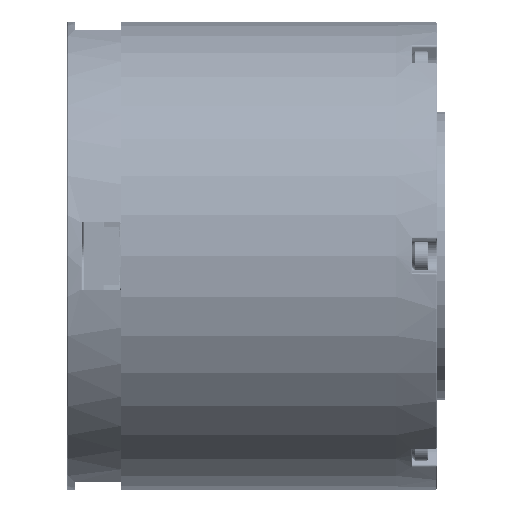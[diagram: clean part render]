
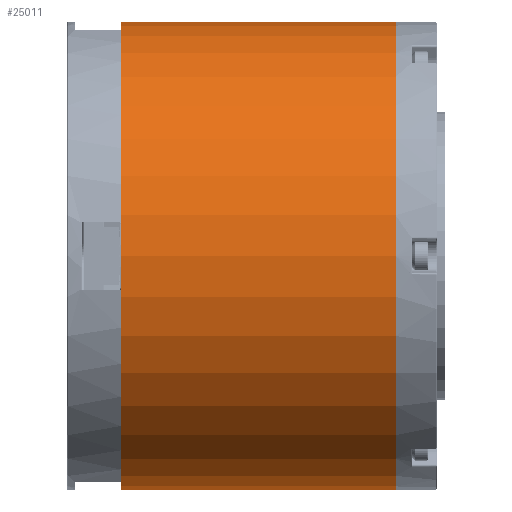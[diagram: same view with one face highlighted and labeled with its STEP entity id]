
A CAD part, left-side view. The second image highlights one B-rep face of the part: STEP entity #25011.
In plain terms, the highlighted cylindrical face has radius 28.5 mm (diameter 57 mm), a partial arc.
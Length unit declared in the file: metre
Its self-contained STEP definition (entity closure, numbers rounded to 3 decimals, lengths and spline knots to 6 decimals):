
#8057=CARTESIAN_POINT('',(0.,0.0055,0.));
#8058=DIRECTION('',(0.,-1.,0.));
#8059=DIRECTION('',(0.,0.,1.));
#8060=AXIS2_PLACEMENT_3D('',#8057,#8058,#8059);
#8262=DIRECTION('',(0.,1.,0.));
#8263=VECTOR('',#8262,0.0335);
#8264=CARTESIAN_POINT('',(0.,0.0055,-0.0285));
#8265=LINE('',#8264,#8263);
#8266=DIRECTION('',(0.,-1.,0.));
#8267=VECTOR('',#8266,0.0335);
#8268=CARTESIAN_POINT('',(0.,0.039,0.0285));
#8269=LINE('',#8268,#8267);
#8487=CARTESIAN_POINT('',(0.,0.039,0.));
#8488=DIRECTION('',(0.,1.,0.));
#8489=DIRECTION('',(0.,0.,-1.));
#8490=AXIS2_PLACEMENT_3D('',#8487,#8488,#8489);
#9064=CARTESIAN_POINT('',(0.,0.0055,0.0285));
#9065=CARTESIAN_POINT('',(0.,0.0055,-0.0285));
#9066=VERTEX_POINT('',#9064);
#9067=VERTEX_POINT('',#9065);
#9068=CARTESIAN_POINT('',(0.,0.039,0.0285));
#9069=VERTEX_POINT('',#9068);
#9070=CARTESIAN_POINT('',(0.,0.039,-0.0285));
#9071=VERTEX_POINT('',#9070);
#25000=CARTESIAN_POINT('',(0.,0.,0.));
#25001=DIRECTION('',(0.,-1.,0.));
#25002=DIRECTION('',(0.,0.,-1.));
#25003=AXIS2_PLACEMENT_3D('',#25000,#25001,#25002);
#25004=CYLINDRICAL_SURFACE('',#25003,0.0285);
#25005=ORIENTED_EDGE('',*,*,#24250,.T.);
#25006=ORIENTED_EDGE('',*,*,#24240,.T.);
#25007=ORIENTED_EDGE('',*,*,#23778,.T.);
#25008=ORIENTED_EDGE('',*,*,#24237,.T.);
#25009=EDGE_LOOP('',(#25005,#25006,#25007,#25008));
#25010=FACE_OUTER_BOUND('',#25009,.F.);
#25011=ADVANCED_FACE('',(#25010),#25004,.T.);
#8061=CIRCLE('',#8060,0.0285);
#8491=CIRCLE('',#8490,0.0285);
#23778=EDGE_CURVE('',#9066,#9067,#8061,.T.);
#24237=EDGE_CURVE('',#9067,#9071,#8265,.T.);
#24240=EDGE_CURVE('',#9069,#9066,#8269,.T.);
#24250=EDGE_CURVE('',#9071,#9069,#8491,.T.);
